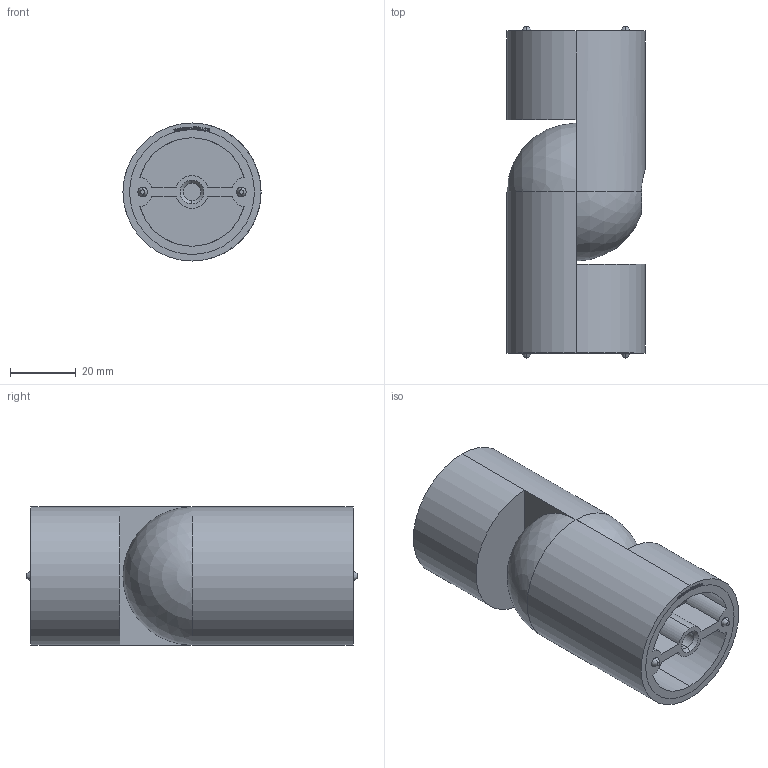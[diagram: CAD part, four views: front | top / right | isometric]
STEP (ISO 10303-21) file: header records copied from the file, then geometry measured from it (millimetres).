
FILE_DESCRIPTION (( 'STEP AP203' ), '1' );
FILE_NAME ('50604-240.STEP', '2020-11-12T13:59:14', ( '' ), ( '' ), 'SwSTEP 2.0', 'SolidWorks 2018', '' );
FILE_SCHEMA (( 'CONFIG_CONTROL_DESIGN' ));
Length unit declared in the file: millimetre
Products named in the file (10): 50604-240; 50604-240 Teil1; socket head cap screw_din; 50604-240 Teil2; 50604-240 Teil2_50604-240 Teil2; socket head cap screw_din_DIN 912 M8 x 25 --- 25S; 50604-240 Teil1_50604-240 Teil1; 50604-240 Teil3; 50604-240 Teil3_50604-240 Teil3
Assembly tree (5 placements, depth 2):
  50604-240
    50604-240 Teil1_50604-240 Teil1
    50604-240 Teil2_50604-240 Teil2
    50604-240 Teil3_50604-240 Teil3  x2
    socket head cap screw_din_DIN 912 M8 x 25 --- 25S
  50604-240 Teil1
  socket head cap screw_din
  50604-240 Teil2
  50604-240 Teil3
Bounding box: 42 x 101 x 42 mm (x, y, z)
Volume: 70235.9 mm3; surface area: 45355.2 mm2
Topology: 5 solids, 5 shells, 473 faces, 1208 edges, 775 vertices
Faces by surface type: plane 173, cone 106, bspline 98, cylinder 86, sphere 6, torus 4
Entity records: 19713 total; most frequent: CARTESIAN_POINT 8796, ORIENTED_EDGE 2186, DIRECTION 1876, EDGE_CURVE 1093, VERTEX_POINT 706, AXIS2_PLACEMENT_3D 638, VECTOR 600, LINE 600
